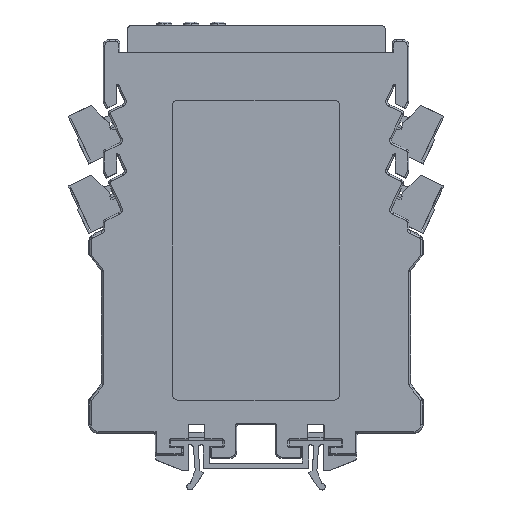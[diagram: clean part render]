
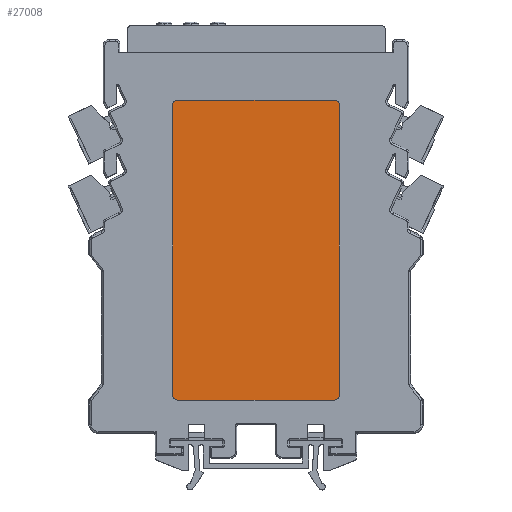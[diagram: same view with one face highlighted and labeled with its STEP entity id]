
A CAD part, top view. The second image highlights one B-rep face of the part: STEP entity #27008.
In plain terms, the highlighted face is planar.
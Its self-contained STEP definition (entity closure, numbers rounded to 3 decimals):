
#170 = CARTESIAN_POINT ( 'NONE',  ( -24.951, -24.704, 0.158 ) ) ;
#1430 = VERTEX_POINT ( 'NONE', #38175 ) ;
#2695 = EDGE_LOOP ( 'NONE', ( #18227, #35563, #46921, #33271, #4954, #11071, #45423, #28954 ) ) ;
#2797 = CARTESIAN_POINT ( 'NONE',  ( 24.951, -26.186, 0.158 ) ) ;
#3238 = LINE ( 'NONE', #45446, #49855 ) ;
#4954 = ORIENTED_EDGE ( 'NONE', *, *, #43879, .F. ) ;
#8136 = CARTESIAN_POINT ( 'NONE',  ( -23.468, -26.186, 0.158 ) ) ;
#8494 = VERTEX_POINT ( 'NONE', #28019 ) ;
#9416 = CARTESIAN_POINT ( 'NONE',  ( -23.468, -112.945, 0.158 ) ) ;
#9776 = CIRCLE ( 'NONE', #48729, 1.482 ) ;
#9785 = CARTESIAN_POINT ( 'NONE',  ( 0., 0., 0.158 ) ) ;
#11071 = ORIENTED_EDGE ( 'NONE', *, *, #30772, .F. ) ;
#11534 = VERTEX_POINT ( 'NONE', #27898 ) ;
#11592 = LINE ( 'NONE', #25962, #28566 ) ;
#12551 = DIRECTION ( 'NONE',  ( 1., 0., 0. ) ) ;
#14308 = VECTOR ( 'NONE', #54459, 1000. ) ;
#15016 = CARTESIAN_POINT ( 'NONE',  ( 23.468, -26.186, 0.158 ) ) ;
#15100 = DIRECTION ( 'NONE',  ( 1., 0., 0. ) ) ;
#15773 = EDGE_CURVE ( 'NONE', #29133, #43064, #3238, .T. ) ;
#15813 = CIRCLE ( 'NONE', #57381, 1.482 ) ;
#16473 = DIRECTION ( 'NONE',  ( 0., 0., -1. ) ) ;
#18051 = AXIS2_PLACEMENT_3D ( 'NONE', #9785, #18297, #23023 ) ;
#18227 = ORIENTED_EDGE ( 'NONE', *, *, #18849, .F. ) ;
#18297 = DIRECTION ( 'NONE',  ( 0., 0., -1. ) ) ;
#18849 = EDGE_CURVE ( 'NONE', #1430, #46008, #41230, .T. ) ;
#19564 = DIRECTION ( 'NONE',  ( 0., 0., 1. ) ) ;
#19753 = DIRECTION ( 'NONE',  ( -1., 0., 0. ) ) ;
#20065 = EDGE_CURVE ( 'NONE', #35881, #11534, #22817, .T. ) ;
#20383 = CARTESIAN_POINT ( 'NONE',  ( 23.468, -112.945, 0.158 ) ) ;
#22092 = CARTESIAN_POINT ( 'NONE',  ( 23.468, -114.427, 0.158 ) ) ;
#22173 = FACE_OUTER_BOUND ( 'NONE', #2695, .T. ) ;
#22817 = LINE ( 'NONE', #170, #14308 ) ;
#23023 = DIRECTION ( 'NONE',  ( -1., 0., 0. ) ) ;
#23220 = PLANE ( 'NONE',  #18051 ) ;
#25962 = CARTESIAN_POINT ( 'NONE',  ( 24.951, -24.704, 0.158 ) ) ;
#26177 = CARTESIAN_POINT ( 'NONE',  ( 24.951, -114.427, 0.158 ) ) ;
#27008 = ADVANCED_FACE ( 'NONE', ( #22173 ), #23220, .T. ) ;
#27025 = EDGE_CURVE ( 'NONE', #1430, #35881, #15813, .T. ) ;
#27898 = CARTESIAN_POINT ( 'NONE',  ( -24.951, -26.186, 0.158 ) ) ;
#28019 = CARTESIAN_POINT ( 'NONE',  ( -23.468, -24.704, 0.158 ) ) ;
#28566 = VECTOR ( 'NONE', #57550, 1000. ) ;
#28689 = CARTESIAN_POINT ( 'NONE',  ( 23.468, -24.704, 0.158 ) ) ;
#28954 = ORIENTED_EDGE ( 'NONE', *, *, #40114, .F. ) ;
#29133 = VERTEX_POINT ( 'NONE', #54514 ) ;
#30772 = EDGE_CURVE ( 'NONE', #43064, #40035, #38672, .T. ) ;
#31501 = CIRCLE ( 'NONE', #35768, 1.482 ) ;
#32118 = VECTOR ( 'NONE', #12551, 1000. ) ;
#33271 = ORIENTED_EDGE ( 'NONE', *, *, #46942, .T. ) ;
#35563 = ORIENTED_EDGE ( 'NONE', *, *, #27025, .T. ) ;
#35768 = AXIS2_PLACEMENT_3D ( 'NONE', #8136, #16473, #43870 ) ;
#35881 = VERTEX_POINT ( 'NONE', #36527 ) ;
#36368 = AXIS2_PLACEMENT_3D ( 'NONE', #15016, #19564, #19753 ) ;
#36527 = CARTESIAN_POINT ( 'NONE',  ( -24.951, -112.945, 0.158 ) ) ;
#37536 = DIRECTION ( 'NONE',  ( 0., 1., 0. ) ) ;
#38175 = CARTESIAN_POINT ( 'NONE',  ( -23.468, -114.427, 0.158 ) ) ;
#38672 = CIRCLE ( 'NONE', #36368, 1.482 ) ;
#39104 = DIRECTION ( 'NONE',  ( 0., 0., 1. ) ) ;
#40035 = VERTEX_POINT ( 'NONE', #28689 ) ;
#40114 = EDGE_CURVE ( 'NONE', #46008, #29133, #9776, .T. ) ;
#40939 = DIRECTION ( 'NONE',  ( 0., 0., -1. ) ) ;
#41230 = LINE ( 'NONE', #26177, #32118 ) ;
#43030 = DIRECTION ( 'NONE',  ( -1., 0., 0. ) ) ;
#43064 = VERTEX_POINT ( 'NONE', #2797 ) ;
#43870 = DIRECTION ( 'NONE',  ( 1., 0., 0. ) ) ;
#43879 = EDGE_CURVE ( 'NONE', #40035, #8494, #11592, .T. ) ;
#45423 = ORIENTED_EDGE ( 'NONE', *, *, #15773, .F. ) ;
#45446 = CARTESIAN_POINT ( 'NONE',  ( 24.951, -24.704, 0.158 ) ) ;
#46008 = VERTEX_POINT ( 'NONE', #22092 ) ;
#46921 = ORIENTED_EDGE ( 'NONE', *, *, #20065, .T. ) ;
#46942 = EDGE_CURVE ( 'NONE', #11534, #8494, #31501, .T. ) ;
#48729 = AXIS2_PLACEMENT_3D ( 'NONE', #20383, #39104, #43030 ) ;
#49855 = VECTOR ( 'NONE', #37536, 1000. ) ;
#54459 = DIRECTION ( 'NONE',  ( 0., 1., 0. ) ) ;
#54514 = CARTESIAN_POINT ( 'NONE',  ( 24.951, -112.945, 0.158 ) ) ;
#57381 = AXIS2_PLACEMENT_3D ( 'NONE', #9416, #40939, #15100 ) ;
#57550 = DIRECTION ( 'NONE',  ( -1., 0., 0. ) ) ;
